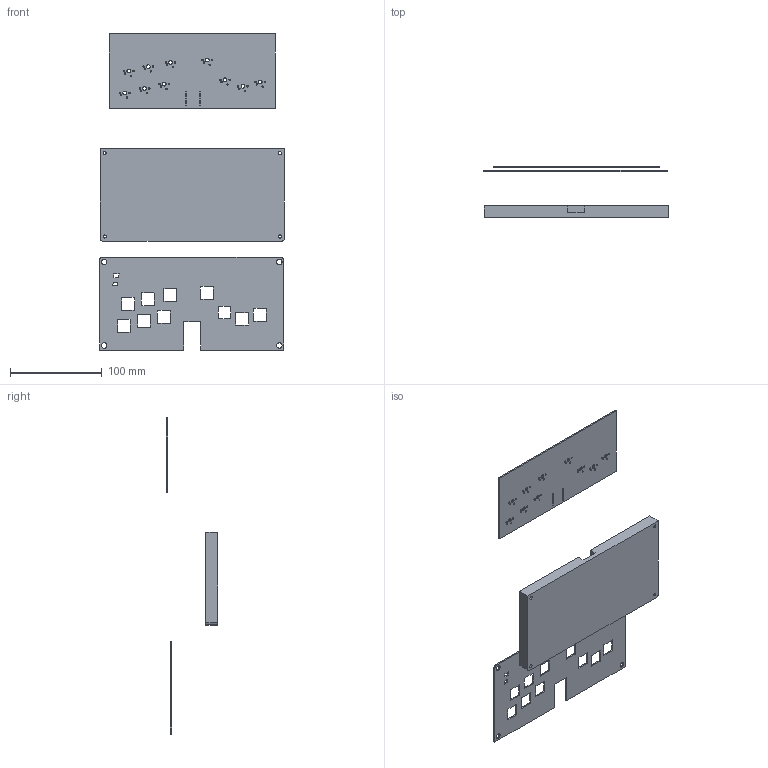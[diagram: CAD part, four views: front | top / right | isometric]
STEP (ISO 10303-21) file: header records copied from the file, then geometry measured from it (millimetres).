
FILE_DESCRIPTION(/* description */ (''),/* implementation_level */ '2;1');
FILE_NAME(/* name */ 'FULL HACKPAD v1.step',/* time_stamp */ '2025-06-29T21:58:29+01:00',/* author */ (''),/* organization */ (''),/* preprocessor_version */ 'ST-DEVELOPER v20.1',/* originating_system */ 'Autodesk Translation Framework v14.10.0.0',/* authorisation */ '');
FILE_SCHEMA (('AUTOMOTIVE_DESIGN { 1 0 10303 214 3 1 1 }','INTEGRATED_CNC_SCHEMA'));
Length unit declared in the file: millimetre
Products named in the file (6): FULL HACKPAD; QCQ; QCQ_1; QCQ LID; Hackpad 1; Hackpad_PCB
Assembly tree (5 placements, depth 3):
  FULL HACKPAD
    QCQ
      QCQ_1
    QCQ LID
    Hackpad 1
      Hackpad_PCB
Bounding box: 201.44 x 55.95 x 344.62 mm (x, y, z)
Volume: 160698.8 mm3; surface area: 121676.7 mm2
Topology: 3 solids, 3 shells, 870 faces, 2409 edges, 1606 vertices
Faces by surface type: plane 453, bspline 297, cylinder 120
Full cylindrical faces by diameter (mm): 0.889 x14, 1.5 x20, 1.7 x20, 3.4 x4, 4 x10, 6 x8
Entity records: 30883 total; most frequent: CARTESIAN_POINT 9945, ORIENTED_EDGE 4818, DIRECTION 3223, EDGE_CURVE 2409, VERTEX_POINT 1606, LINE 1575, VECTOR 1575, EDGE_LOOP 1099
